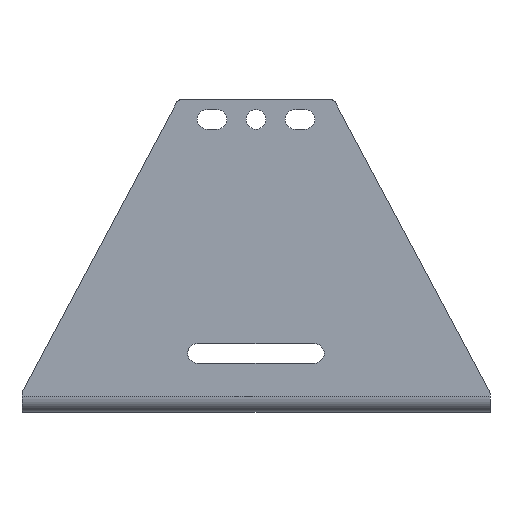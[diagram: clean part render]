
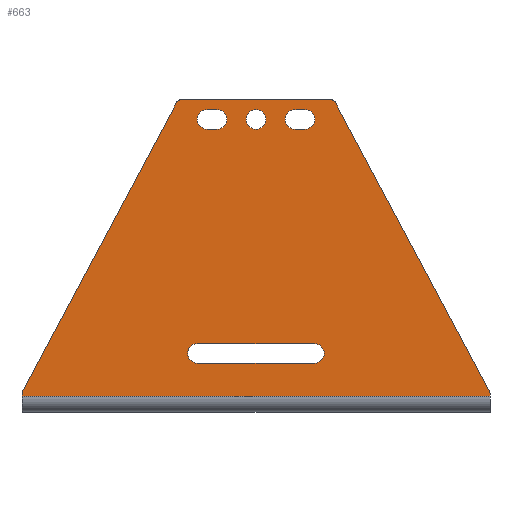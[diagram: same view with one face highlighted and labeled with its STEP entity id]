
A CAD part, top view. The second image highlights one B-rep face of the part: STEP entity #663.
In plain terms, the highlighted planar face has unit normal (0, 0, 1).
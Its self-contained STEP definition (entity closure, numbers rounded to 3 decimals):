
#17=FACE_BOUND($,#131,.T.);
#18=FACE_BOUND($,#132,.T.);
#19=FACE_BOUND($,#133,.T.);
#20=FACE_BOUND($,#134,.T.);
#21=FACE_BOUND($,#135,.T.);
#30=CIRCLE($,#694,5.05);
#32=CIRCLE($,#698,5.05);
#35=CIRCLE($,#704,5.05);
#44=CIRCLE($,#715,5.05);
#45=CIRCLE($,#717,2.);
#46=CIRCLE($,#720,2.);
#47=CIRCLE($,#721,2.);
#48=CIRCLE($,#722,2.);
#49=CIRCLE($,#723,5.05);
#50=CIRCLE($,#724,5.);
#51=CIRCLE($,#725,5.05);
#131=EDGE_LOOP($,(#507,#508,#509,#510));
#132=EDGE_LOOP($,(#511,#512,#513,#514));
#133=EDGE_LOOP($,(#515,#516,#517,#518,#519,#520,#521,#522,#523,#524));
#134=EDGE_LOOP($,(#525,#526,#527,#528));
#135=EDGE_LOOP($,(#529));
#168=LINE($,#971,#228);
#173=LINE($,#985,#233);
#178=LINE($,#1000,#238);
#181=LINE($,#1006,#241);
#194=LINE($,#1055,#254);
#196=LINE($,#1059,#256);
#197=LINE($,#1061,#257);
#198=LINE($,#1063,#258);
#199=LINE($,#1067,#259);
#200=LINE($,#1071,#260);
#201=LINE($,#1075,#261);
#202=LINE($,#1079,#262);
#228=VECTOR($,#767,5.);
#233=VECTOR($,#780,5.);
#238=VECTOR($,#793,5.);
#241=VECTOR($,#798,5.);
#254=VECTOR($,#845,168.3);
#256=VECTOR($,#849,1.5);
#257=VECTOR($,#850,240.);
#258=VECTOR($,#851,1.5);
#259=VECTOR($,#854,168.3);
#260=VECTOR($,#857,77.6);
#261=VECTOR($,#860,60.);
#262=VECTOR($,#863,60.);
#288=VERTEX_POINT($,#969);
#289=VERTEX_POINT($,#970);
#292=VERTEX_POINT($,#978);
#294=VERTEX_POINT($,#984);
#296=VERTEX_POINT($,#990);
#297=VERTEX_POINT($,#991);
#300=VERTEX_POINT($,#999);
#302=VERTEX_POINT($,#1005);
#319=VERTEX_POINT($,#1048);
#320=VERTEX_POINT($,#1049);
#321=VERTEX_POINT($,#1054);
#322=VERTEX_POINT($,#1058);
#323=VERTEX_POINT($,#1060);
#324=VERTEX_POINT($,#1062);
#325=VERTEX_POINT($,#1064);
#326=VERTEX_POINT($,#1066);
#327=VERTEX_POINT($,#1068);
#328=VERTEX_POINT($,#1070);
#329=VERTEX_POINT($,#1073);
#330=VERTEX_POINT($,#1074);
#331=VERTEX_POINT($,#1076);
#332=VERTEX_POINT($,#1078);
#333=VERTEX_POINT($,#1081);
#350=EDGE_CURVE($,#288,#289,#168,.T.);
#354=EDGE_CURVE($,#289,#292,#30,.T.);
#357=EDGE_CURVE($,#292,#294,#173,.T.);
#360=EDGE_CURVE($,#296,#297,#32,.T.);
#364=EDGE_CURVE($,#297,#300,#178,.T.);
#367=EDGE_CURVE($,#302,#296,#181,.T.);
#371=EDGE_CURVE($,#294,#288,#35,.T.);
#388=EDGE_CURVE($,#300,#302,#44,.T.);
#389=EDGE_CURVE($,#319,#320,#45,.T.);
#392=EDGE_CURVE($,#320,#321,#194,.T.);
#394=EDGE_CURVE($,#322,#319,#196,.T.);
#395=EDGE_CURVE($,#322,#323,#197,.T.);
#396=EDGE_CURVE($,#324,#323,#198,.T.);
#397=EDGE_CURVE($,#325,#324,#46,.T.);
#398=EDGE_CURVE($,#326,#325,#199,.T.);
#399=EDGE_CURVE($,#327,#326,#47,.T.);
#400=EDGE_CURVE($,#328,#327,#200,.T.);
#401=EDGE_CURVE($,#321,#328,#48,.T.);
#402=EDGE_CURVE($,#329,#330,#201,.T.);
#403=EDGE_CURVE($,#330,#331,#49,.T.);
#404=EDGE_CURVE($,#331,#332,#202,.T.);
#405=EDGE_CURVE($,#332,#329,#50,.T.);
#406=EDGE_CURVE($,#333,#333,#51,.T.);
#507=ORIENTED_EDGE($,*,*,#357,.T.);
#508=ORIENTED_EDGE($,*,*,#371,.T.);
#509=ORIENTED_EDGE($,*,*,#350,.T.);
#510=ORIENTED_EDGE($,*,*,#354,.T.);
#511=ORIENTED_EDGE($,*,*,#364,.T.);
#512=ORIENTED_EDGE($,*,*,#388,.T.);
#513=ORIENTED_EDGE($,*,*,#367,.T.);
#514=ORIENTED_EDGE($,*,*,#360,.T.);
#515=ORIENTED_EDGE($,*,*,#389,.F.);
#516=ORIENTED_EDGE($,*,*,#394,.F.);
#517=ORIENTED_EDGE($,*,*,#395,.T.);
#518=ORIENTED_EDGE($,*,*,#396,.F.);
#519=ORIENTED_EDGE($,*,*,#397,.F.);
#520=ORIENTED_EDGE($,*,*,#398,.F.);
#521=ORIENTED_EDGE($,*,*,#399,.F.);
#522=ORIENTED_EDGE($,*,*,#400,.F.);
#523=ORIENTED_EDGE($,*,*,#401,.F.);
#524=ORIENTED_EDGE($,*,*,#392,.F.);
#525=ORIENTED_EDGE($,*,*,#402,.T.);
#526=ORIENTED_EDGE($,*,*,#403,.T.);
#527=ORIENTED_EDGE($,*,*,#404,.T.);
#528=ORIENTED_EDGE($,*,*,#405,.T.);
#529=ORIENTED_EDGE($,*,*,#406,.T.);
#638=PLANE($,#719);
#663=ADVANCED_FACE($,(#17,#18,#19,#20,#21),#638,.T.);
#694=AXIS2_PLACEMENT_3D($,#979,#773,#774);
#698=AXIS2_PLACEMENT_3D($,#992,#785,#786);
#704=AXIS2_PLACEMENT_3D($,#1012,#805,#806);
#715=AXIS2_PLACEMENT_3D($,#1046,#835,#836);
#717=AXIS2_PLACEMENT_3D($,#1050,#839,#840);
#719=AXIS2_PLACEMENT_3D($,#1057,#847,#848);
#720=AXIS2_PLACEMENT_3D($,#1065,#852,#853);
#721=AXIS2_PLACEMENT_3D($,#1069,#855,#856);
#722=AXIS2_PLACEMENT_3D($,#1072,#858,#859);
#723=AXIS2_PLACEMENT_3D($,#1077,#861,#862);
#724=AXIS2_PLACEMENT_3D($,#1080,#864,#865);
#725=AXIS2_PLACEMENT_3D($,#1082,#866,#867);
#767=DIRECTION($,(-1.,0.,0.));
#773=DIRECTION('center_axis',(0.,0.,-1.));
#774=DIRECTION('ref_axis',(0.,1.,0.));
#780=DIRECTION($,(1.,0.,0.));
#785=DIRECTION('center_axis',(0.,0.,-1.));
#786=DIRECTION('ref_axis',(0.,1.,0.));
#793=DIRECTION($,(-1.,0.,0.));
#798=DIRECTION($,(1.,0.,0.));
#805=DIRECTION('center_axis',(0.,0.,-1.));
#806=DIRECTION('ref_axis',(-1.,0.,0.));
#835=DIRECTION('center_axis',(0.,0.,-1.));
#836=DIRECTION('ref_axis',(-1.,0.,0.));
#839=DIRECTION('center_axis',(0.,0.,-1.));
#840=DIRECTION('ref_axis',(-0.97,0.243,0.));
#845=DIRECTION($,(0.471,0.882,0.));
#847=DIRECTION('center_axis',(0.,0.,1.));
#848=DIRECTION('ref_axis',(1.,0.,0.));
#849=DIRECTION($,(0.,1.,0.));
#850=DIRECTION($,(1.,0.,0.));
#851=DIRECTION($,(0.,-1.,0.));
#852=DIRECTION('center_axis',(0.,0.,-1.));
#853=DIRECTION('ref_axis',(0.97,0.243,0.));
#854=DIRECTION($,(0.471,-0.882,0.));
#855=DIRECTION('center_axis',(0.,0.,-1.));
#856=DIRECTION('ref_axis',(0.514,0.857,0.));
#857=DIRECTION($,(1.,0.,0.));
#858=DIRECTION('center_axis',(0.,0.,-1.));
#859=DIRECTION('ref_axis',(-0.514,0.857,0.));
#860=DIRECTION($,(-1.,-0.001,0.));
#861=DIRECTION('center_axis',(0.,0.,-1.));
#862=DIRECTION('ref_axis',(0.001,-1.,0.));
#863=DIRECTION($,(1.,-0.001,0.));
#864=DIRECTION('center_axis',(0.,0.,-1.));
#865=DIRECTION('ref_axis',(0.001,1.,0.));
#866=DIRECTION('center_axis',(0.,0.,-1.));
#867=DIRECTION('ref_axis',(-1.,0.,0.));
#969=CARTESIAN_POINT('',(-20.,144.95,4.));
#970=CARTESIAN_POINT('',(-25.,144.95,4.));
#971=CARTESIAN_POINT($,(-10.,144.95,4.));
#978=CARTESIAN_POINT('',(-25.,155.05,4.));
#979=CARTESIAN_POINT('Origin',(-25.,150.,4.));
#984=CARTESIAN_POINT('',(-20.,155.05,4.));
#985=CARTESIAN_POINT($,(-12.5,155.05,4.));
#990=CARTESIAN_POINT('',(25.,155.05,4.));
#991=CARTESIAN_POINT('',(25.,144.95,4.));
#992=CARTESIAN_POINT('Origin',(25.,150.,4.));
#999=CARTESIAN_POINT('',(20.,144.95,4.));
#1000=CARTESIAN_POINT($,(12.5,144.95,4.));
#1005=CARTESIAN_POINT('',(20.,155.05,4.));
#1006=CARTESIAN_POINT($,(10.,155.05,4.));
#1012=CARTESIAN_POINT('Origin',(-20.,150.,4.));
#1046=CARTESIAN_POINT('Origin',(20.,150.,4.));
#1048=CARTESIAN_POINT('',(-120.,9.5,4.));
#1049=CARTESIAN_POINT('',(-119.765,10.441,4.));
#1050=CARTESIAN_POINT('Origin',(-118.,9.5,4.));
#1054=CARTESIAN_POINT('',(-40.565,158.941,4.));
#1055=CARTESIAN_POINT($,(-40.,160.,4.));
#1057=CARTESIAN_POINT('Origin',(0.,61.471,
4.));
#1058=CARTESIAN_POINT('',(-120.,8.,4.));
#1059=CARTESIAN_POINT($,(-120.,10.,4.));
#1060=CARTESIAN_POINT('',(120.,8.,4.));
#1061=CARTESIAN_POINT($,(-60.,8.,4.));
#1062=CARTESIAN_POINT('',(120.,9.5,4.));
#1063=CARTESIAN_POINT($,(120.,0.,4.));
#1064=CARTESIAN_POINT('',(119.765,10.441,4.));
#1065=CARTESIAN_POINT('Origin',(118.,9.5,4.));
#1066=CARTESIAN_POINT('',(40.565,158.941,4.));
#1067=CARTESIAN_POINT($,(120.,10.,4.));
#1068=CARTESIAN_POINT('',(38.8,160.,4.));
#1069=CARTESIAN_POINT('Origin',(38.8,158.,4.));
#1070=CARTESIAN_POINT('',(-38.8,160.,4.));
#1071=CARTESIAN_POINT($,(40.,160.,4.));
#1072=CARTESIAN_POINT('Origin',(-38.8,158.,4.));
#1073=CARTESIAN_POINT('',(30.,25.,4.));
#1074=CARTESIAN_POINT('',(-30.,24.95,4.));
#1075=CARTESIAN_POINT($,(15.015,24.988,4.));
#1076=CARTESIAN_POINT('',(-30.,35.05,4.));
#1077=CARTESIAN_POINT('Origin',(-30.004,30.,4.));
#1078=CARTESIAN_POINT('',(30.,35.,4.));
#1079=CARTESIAN_POINT($,(-15.011,35.038,4.));
#1080=CARTESIAN_POINT('Origin',(29.996,30.,4.));
#1081=CARTESIAN_POINT('',(5.05,150.,4.));
#1082=CARTESIAN_POINT('Origin',(0.,150.,4.));
